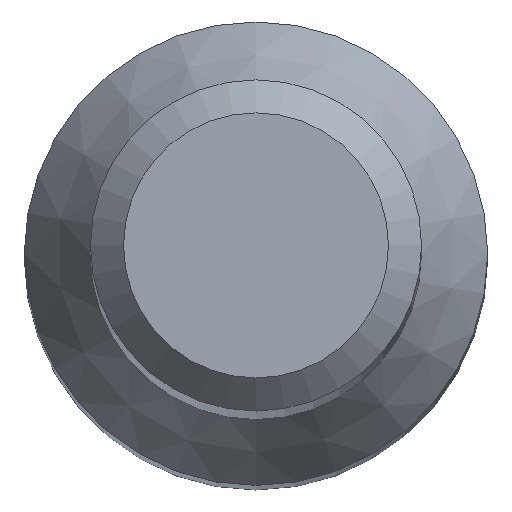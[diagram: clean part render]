
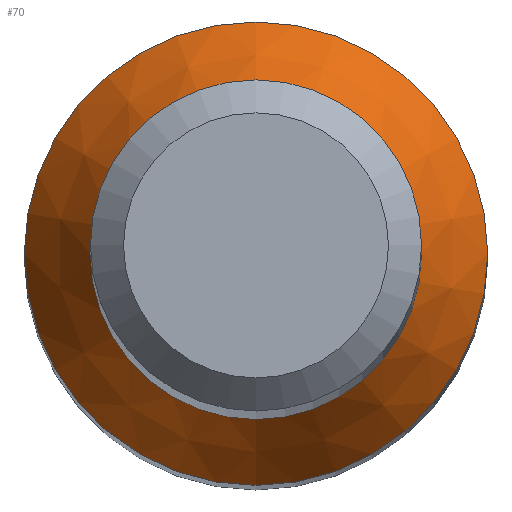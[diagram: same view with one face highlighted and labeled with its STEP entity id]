
A CAD part, top view. The second image highlights one B-rep face of the part: STEP entity #70.
In plain terms, the highlighted conical face has half-angle 30 degrees and reference radius 1.25 mm.
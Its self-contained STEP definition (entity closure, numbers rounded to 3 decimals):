
#6 = DIRECTION ( 'NONE',  ( 0., 0., -1. ) ) ;
#27 = CARTESIAN_POINT ( 'NONE',  ( 0., 0., 20.864 ) ) ;
#35 = CIRCLE ( 'NONE', #129, 1.25 ) ;
#40 = EDGE_LOOP ( 'NONE', ( #114 ) ) ;
#46 = FACE_OUTER_BOUND ( 'NONE', #74, .T. ) ;
#52 = AXIS2_PLACEMENT_3D ( 'NONE', #227, #55, #217 ) ;
#53 = EDGE_CURVE ( 'NONE', #69, #69, #218, .T. ) ;
#55 = DIRECTION ( 'NONE',  ( 0., 0., -1. ) ) ;
#58 = ORIENTED_EDGE ( 'NONE', *, *, #53, .F. ) ;
#69 = VERTEX_POINT ( 'NONE', #172 ) ;
#70 = ADVANCED_FACE ( 'NONE', ( #46, #163 ), #181, .T. ) ;
#74 = EDGE_LOOP ( 'NONE', ( #58 ) ) ;
#89 = CARTESIAN_POINT ( 'NONE',  ( 0., 1.25, 20.864 ) ) ;
#100 = AXIS2_PLACEMENT_3D ( 'NONE', #27, #6, #201 ) ;
#114 = ORIENTED_EDGE ( 'NONE', *, *, #167, .T. ) ;
#129 = AXIS2_PLACEMENT_3D ( 'NONE', #198, #141, #234 ) ;
#141 = DIRECTION ( 'NONE',  ( 0., 0., -1. ) ) ;
#163 = FACE_BOUND ( 'NONE', #40, .T. ) ;
#167 = EDGE_CURVE ( 'NONE', #187, #187, #35, .T. ) ;
#172 = CARTESIAN_POINT ( 'NONE',  ( 0., 1.749, 20. ) ) ;
#181 = CONICAL_SURFACE ( 'NONE', #100, 1.25, 0.524 ) ;
#187 = VERTEX_POINT ( 'NONE', #89 ) ;
#198 = CARTESIAN_POINT ( 'NONE',  ( 0., 0., 20.864 ) ) ;
#201 = DIRECTION ( 'NONE',  ( 0., 1., 0. ) ) ;
#217 = DIRECTION ( 'NONE',  ( 0., 1., 0. ) ) ;
#218 = CIRCLE ( 'NONE', #52, 1.749 ) ;
#227 = CARTESIAN_POINT ( 'NONE',  ( 0., 0., 20. ) ) ;
#234 = DIRECTION ( 'NONE',  ( 0., 1., 0. ) ) ;
